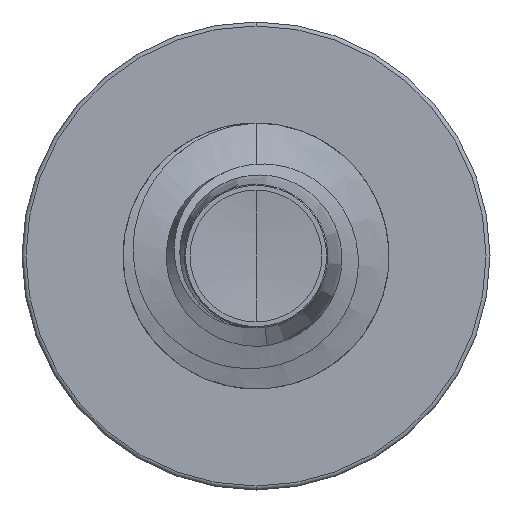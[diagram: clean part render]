
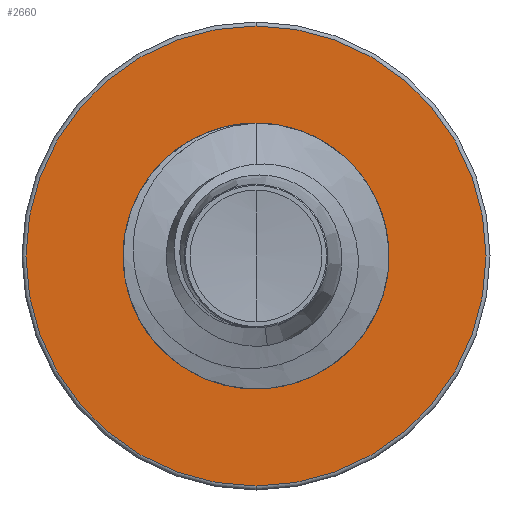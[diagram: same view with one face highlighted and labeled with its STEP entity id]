
A CAD part, front view. The second image highlights one B-rep face of the part: STEP entity #2660.
In plain terms, the highlighted planar face has unit normal (0, -1, 0).
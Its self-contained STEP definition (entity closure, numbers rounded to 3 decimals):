
#304 = EDGE_CURVE ( 'NONE', #17039, #16315, #15409, .T. ) ;
#1448 = EDGE_LOOP ( 'NONE', ( #5085, #9479 ) ) ;
#1538 = AXIS2_PLACEMENT_3D ( 'NONE', #5891, #5835, #5820 ) ;
#1821 = FACE_OUTER_BOUND ( 'NONE', #1448, .T. ) ;
#2138 = CIRCLE ( 'NONE', #2862, 2.415 ) ;
#2546 = FACE_BOUND ( 'NONE', #12309, .T. ) ;
#2660 = ADVANCED_FACE ( 'NONE', ( #1821, #2546 ), #5840, .F. ) ;
#2699 = EDGE_CURVE ( 'NONE', #16315, #17039, #2138, .T. ) ;
#2862 = AXIS2_PLACEMENT_3D ( 'NONE', #5624, #5618, #5600 ) ;
#3909 = DIRECTION ( 'NONE',  ( 0., 0., 1. ) ) ;
#3926 = DIRECTION ( 'NONE',  ( 0., 1., 0. ) ) ;
#3944 = AXIS2_PLACEMENT_3D ( 'NONE', #8801, #18135, #10327 ) ;
#3954 = CARTESIAN_POINT ( 'NONE',  ( 0., 12.5, 0. ) ) ;
#4645 = AXIS2_PLACEMENT_3D ( 'NONE', #3954, #3926, #3909 ) ;
#5085 = ORIENTED_EDGE ( 'NONE', *, *, #10802, .F. ) ;
#5600 = DIRECTION ( 'NONE',  ( 0., 0., 1. ) ) ;
#5618 = DIRECTION ( 'NONE',  ( 0., 1., 0. ) ) ;
#5624 = CARTESIAN_POINT ( 'NONE',  ( 0., 12.5, 0. ) ) ;
#5820 = DIRECTION ( 'NONE',  ( 0., 0., 1. ) ) ;
#5835 = DIRECTION ( 'NONE',  ( 0., 1., 0. ) ) ;
#5840 = PLANE ( 'NONE',  #1538 ) ;
#5845 = DIRECTION ( 'NONE',  ( 0., 0., 1. ) ) ;
#5864 = DIRECTION ( 'NONE',  ( 0., 1., 0. ) ) ;
#5875 = CARTESIAN_POINT ( 'NONE',  ( 0., 12.5, 0. ) ) ;
#5891 = CARTESIAN_POINT ( 'NONE',  ( 0., 12.5, -2.415 ) ) ;
#7747 = CARTESIAN_POINT ( 'NONE',  ( 0., 12.5, 4.325 ) ) ;
#8403 = VERTEX_POINT ( 'NONE', #7747 ) ;
#8801 = CARTESIAN_POINT ( 'NONE',  ( 0., 12.5, 0. ) ) ;
#8921 = EDGE_CURVE ( 'NONE', #16216, #8403, #12240, .T. ) ;
#9479 = ORIENTED_EDGE ( 'NONE', *, *, #8921, .F. ) ;
#9901 = CARTESIAN_POINT ( 'NONE',  ( 0., 12.5, -2.415 ) ) ;
#10327 = DIRECTION ( 'NONE',  ( 0., 0., 1. ) ) ;
#10802 = EDGE_CURVE ( 'NONE', #8403, #16216, #17359, .T. ) ;
#12240 = CIRCLE ( 'NONE', #12542, 4.325 ) ;
#12309 = EDGE_LOOP ( 'NONE', ( #13234, #16761 ) ) ;
#12542 = AXIS2_PLACEMENT_3D ( 'NONE', #5875, #5864, #5845 ) ;
#13234 = ORIENTED_EDGE ( 'NONE', *, *, #304, .T. ) ;
#15409 = CIRCLE ( 'NONE', #4645, 2.415 ) ;
#16216 = VERTEX_POINT ( 'NONE', #17834 ) ;
#16315 = VERTEX_POINT ( 'NONE', #9901 ) ;
#16761 = ORIENTED_EDGE ( 'NONE', *, *, #2699, .T. ) ;
#17039 = VERTEX_POINT ( 'NONE', #18326 ) ;
#17359 = CIRCLE ( 'NONE', #3944, 4.325 ) ;
#17834 = CARTESIAN_POINT ( 'NONE',  ( 0., 12.5, -4.325 ) ) ;
#18135 = DIRECTION ( 'NONE',  ( 0., 1., 0. ) ) ;
#18326 = CARTESIAN_POINT ( 'NONE',  ( 0., 12.5, 2.415 ) ) ;
